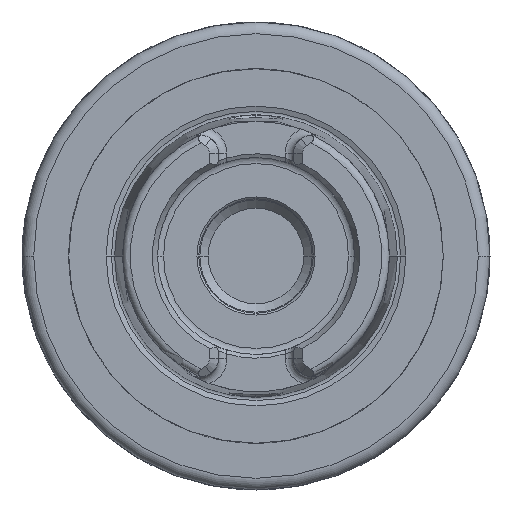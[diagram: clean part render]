
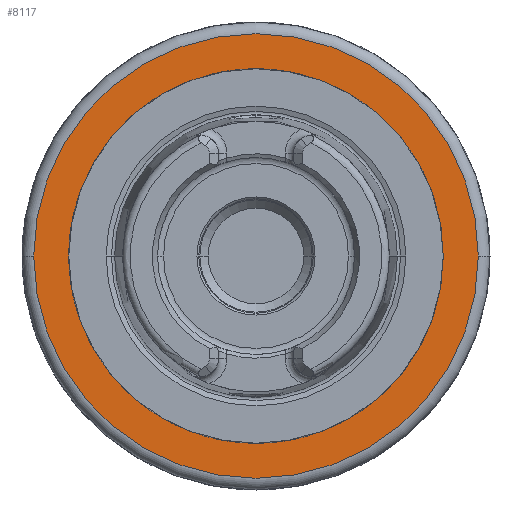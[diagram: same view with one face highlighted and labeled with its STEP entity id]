
A CAD part, left-side view. The second image highlights one B-rep face of the part: STEP entity #8117.
In plain terms, the highlighted planar face has unit normal (-1, 0, 0).
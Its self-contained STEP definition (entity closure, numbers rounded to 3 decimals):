
#7410=CARTESIAN_POINT('',(0.,0.,0.));
#7411=DIRECTION('',(-1.,0.,0.));
#7412=DIRECTION('',(0.,1.,0.));
#7413=AXIS2_PLACEMENT_3D('',#7410,#7411,#7412);
#7415=CARTESIAN_POINT('',(0.,0.,0.));
#7416=DIRECTION('',(-1.,0.,0.));
#7417=DIRECTION('',(0.,-1.,0.));
#7418=AXIS2_PLACEMENT_3D('',#7415,#7416,#7417);
#7559=CARTESIAN_POINT('',(0.,23.75,0.));
#7560=CARTESIAN_POINT('',(0.,-23.75,0.));
#7561=VERTEX_POINT('',#7559);
#7562=VERTEX_POINT('',#7560);
#8107=CARTESIAN_POINT('',(0.,0.,0.));
#8108=DIRECTION('',(1.,0.,0.));
#8109=DIRECTION('',(0.,-1.,0.));
#8110=AXIS2_PLACEMENT_3D('',#8107,#8108,#8109);
#8111=PLANE('',#8110);
#8113=ORIENTED_EDGE('',*,*,#8112,.F.);
#8114=ORIENTED_EDGE('',*,*,#8097,.F.);
#8115=EDGE_LOOP('',(#8113,#8114));
#8116=FACE_OUTER_BOUND('',#8115,.F.);
#8117=ADVANCED_FACE('',(#8116),#8111,.F.);
#7414=CIRCLE('',#7413,23.75);
#7419=CIRCLE('',#7418,23.75);
#8097=EDGE_CURVE('',#7562,#7561,#7419,.T.);
#8112=EDGE_CURVE('',#7561,#7562,#7414,.T.);
